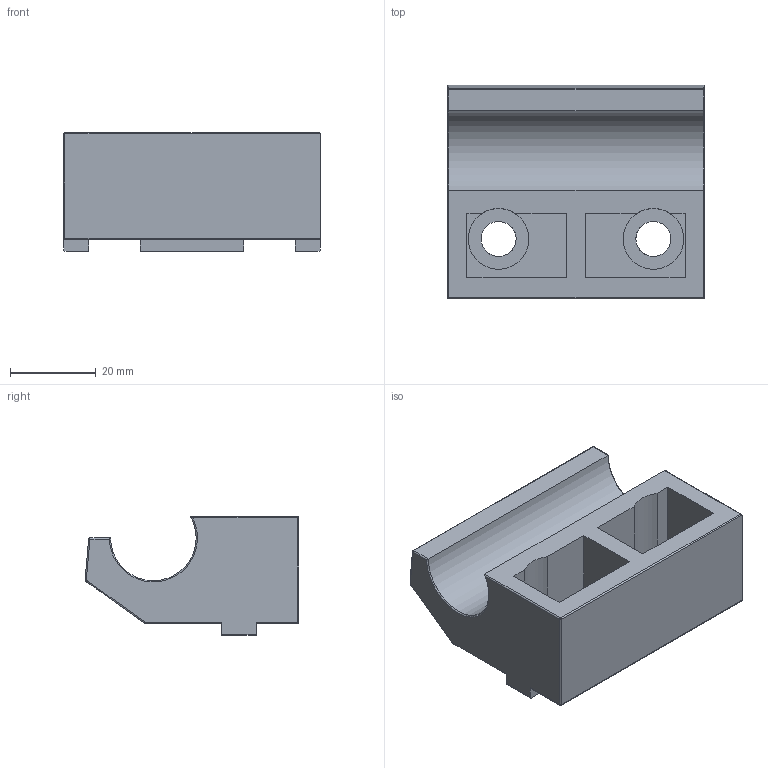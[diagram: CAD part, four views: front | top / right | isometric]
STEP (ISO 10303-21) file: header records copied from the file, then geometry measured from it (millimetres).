
FILE_DESCRIPTION(/* description */ (''),/* implementation_level */ '2;1');
FILE_NAME(/* name */ '820101.stp',/* time_stamp */ '2014-03-15T11:24:16+01:00',/* author */ ('jank'),/* organization */ ('Alutec K&K'),/* preprocessor_version */ 'ST-DEVELOPER v15.2',/* originating_system */ 'Autodesk Inventor 2014',/* authorisation */ '');
FILE_SCHEMA (('AUTOMOTIVE_DESIGN { 1 0 10303 214 3 1 1 }'));
Length unit declared in the file: millimetre
Products named in the file (1): 820101
Bounding box: 60 x 49.95 x 27.8 mm (x, y, z)
Volume: 37633.1 mm3; surface area: 15405.3 mm2
Topology: 1 solids, 1 shells, 96 faces, 249 edges, 154 vertices
Faces by surface type: plane 51, cylinder 35, torus 6, sphere 4
Full cylindrical faces by diameter (mm): 8.2 x2
Entity records: 2927 total; most frequent: CARTESIAN_POINT 542, DIRECTION 501, ORIENTED_EDGE 482, EDGE_CURVE 241, LINE 167, VECTOR 167, AXIS2_PLACEMENT_3D 167, VERTEX_POINT 152
